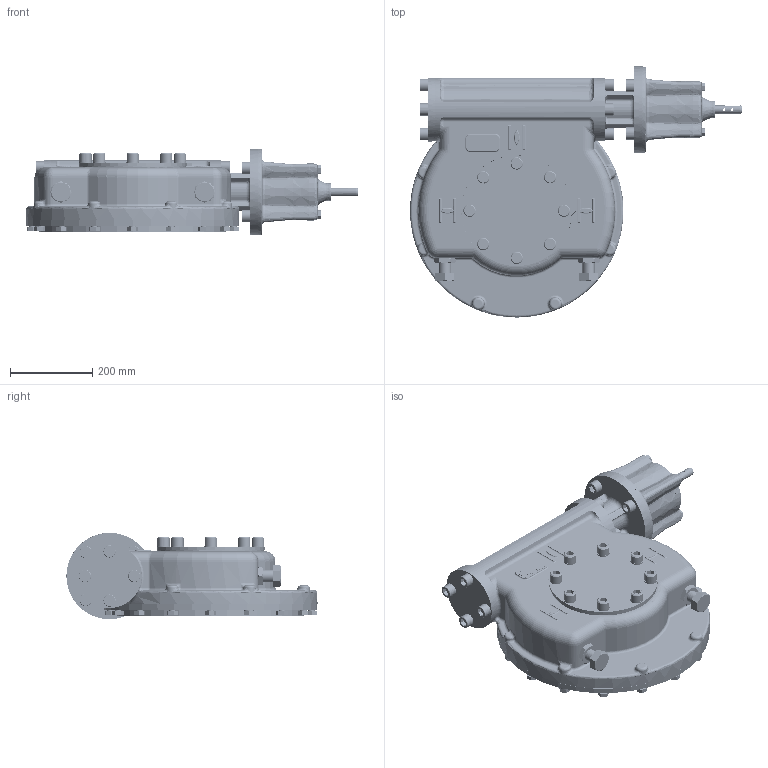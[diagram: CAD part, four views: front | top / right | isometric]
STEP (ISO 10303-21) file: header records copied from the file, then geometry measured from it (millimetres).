
FILE_DESCRIPTION(/* description */ ('Unknown'),/* implementation_level */ '2;1');
FILE_NAME(/* name */ 'PUB-HOW8-MPR19-MAN_SOLID_0-1',/* time_stamp */ '2019-10-23T16:03:27+01:00',/* author */ ('Unknown'),/* organization */ ('Unknown'),/* preprocessor_version */ 'ST-DEVELOPER v16.7',/* originating_system */ 'DEX',/* authorisation */ $);
FILE_SCHEMA (('AUTOMOTIVE_DESIGN {1 0 10303 214 3 1 1}'));
Products named in the file (1): PUB-HOW8-MPR19-MAN_SOLID_0-1
Bounding box: 808.44 x 611.44 x 210.16 mm (x, y, z)
Volume: 33172501.1 mm3; surface area: 1392704.2 mm2
Topology: 1 solids, 1 shells, 6585 faces, 18069 edges, 11711 vertices
Faces by surface type: cylinder 2326, plane 2050, bspline 1426, cone 450, torus 299, sphere 34
Full cylindrical faces by diameter (mm): 2.5 x2, 3 x3, 5 x3, 6 x2, 13.835 x16, 15 x3, 16 x15, 17 x18, 18 x3, 20 x3, 22.098 x1, 23 x2, 25.4 x2, 26 x10, 30 x23, 30.7 x8, 36 x1, 42 x1, 100 x1, 102 x1, 125 x1, 128 x1, 155 x1, 195 x1, 210 x1, 260 x1, 270 x1, 454.5 x1
Entity records: 264453 total; most frequent: CARTESIAN_POINT 110618, ORIENTED_EDGE 34848, DIRECTION 27868, EDGE_CURVE 17424, VERTEX_POINT 11548, AXIS2_PLACEMENT_3D 11174, FACE_BOUND 7554, EDGE_LOOP 7544
